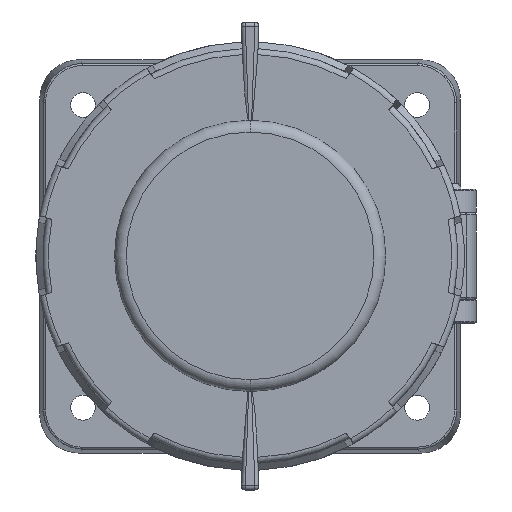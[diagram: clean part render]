
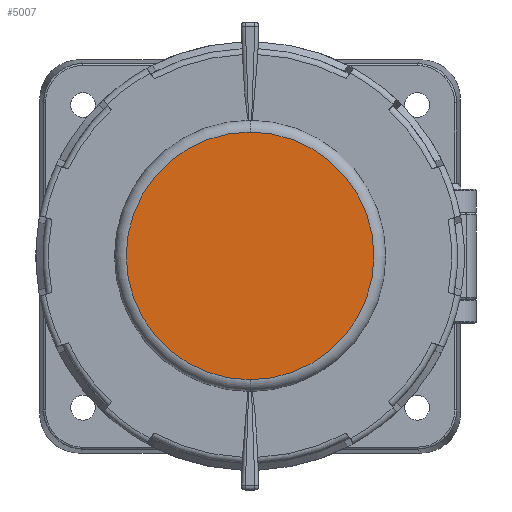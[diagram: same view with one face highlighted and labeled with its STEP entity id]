
A CAD part, top view. The second image highlights one B-rep face of the part: STEP entity #5007.
In plain terms, the highlighted face is planar.
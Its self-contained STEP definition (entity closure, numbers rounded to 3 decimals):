
#981 = FACE_OUTER_BOUND ( 'NONE', #6522, .T. ) ;
#1074 = CARTESIAN_POINT ( 'NONE',  ( 0., 0., -5. ) ) ;
#2327 = AXIS2_PLACEMENT_3D ( 'NONE', #1074, #5172, #3433 ) ;
#3009 = ORIENTED_EDGE ( 'NONE', *, *, #4732, .T. ) ;
#3012 = AXIS2_PLACEMENT_3D ( 'NONE', #3061, #7106, #7055 ) ;
#3061 = CARTESIAN_POINT ( 'NONE',  ( 0., 0., -5. ) ) ;
#3433 = DIRECTION ( 'NONE',  ( 1., 0., 0. ) ) ;
#4732 = EDGE_CURVE ( 'NONE', #5892, #8203, #7504, .T. ) ;
#5007 = ADVANCED_FACE ( 'NONE', ( #981 ), #7490, .F. ) ;
#5040 = CIRCLE ( 'NONE', #2327, 31.5 ) ;
#5172 = DIRECTION ( 'NONE',  ( 0., 0., -1. ) ) ;
#5245 = ORIENTED_EDGE ( 'NONE', *, *, #8343, .T. ) ;
#5892 = VERTEX_POINT ( 'NONE', #6100 ) ;
#5961 = AXIS2_PLACEMENT_3D ( 'NONE', #9431, #9592, #10346 ) ;
#6100 = CARTESIAN_POINT ( 'NONE',  ( -31.5, 0., -5. ) ) ;
#6522 = EDGE_LOOP ( 'NONE', ( #5245, #3009 ) ) ;
#7055 = DIRECTION ( 'NONE',  ( 1., 0., 0. ) ) ;
#7106 = DIRECTION ( 'NONE',  ( 0., 0., 1. ) ) ;
#7490 = PLANE ( 'NONE',  #3012 ) ;
#7504 = CIRCLE ( 'NONE', #5961, 31.5 ) ;
#8203 = VERTEX_POINT ( 'NONE', #9793 ) ;
#8343 = EDGE_CURVE ( 'NONE', #8203, #5892, #5040, .T. ) ;
#9431 = CARTESIAN_POINT ( 'NONE',  ( 0., 0., -5. ) ) ;
#9592 = DIRECTION ( 'NONE',  ( 0., 0., -1. ) ) ;
#9793 = CARTESIAN_POINT ( 'NONE',  ( 31.5, 0., -5. ) ) ;
#10346 = DIRECTION ( 'NONE',  ( 1., 0., 0. ) ) ;
